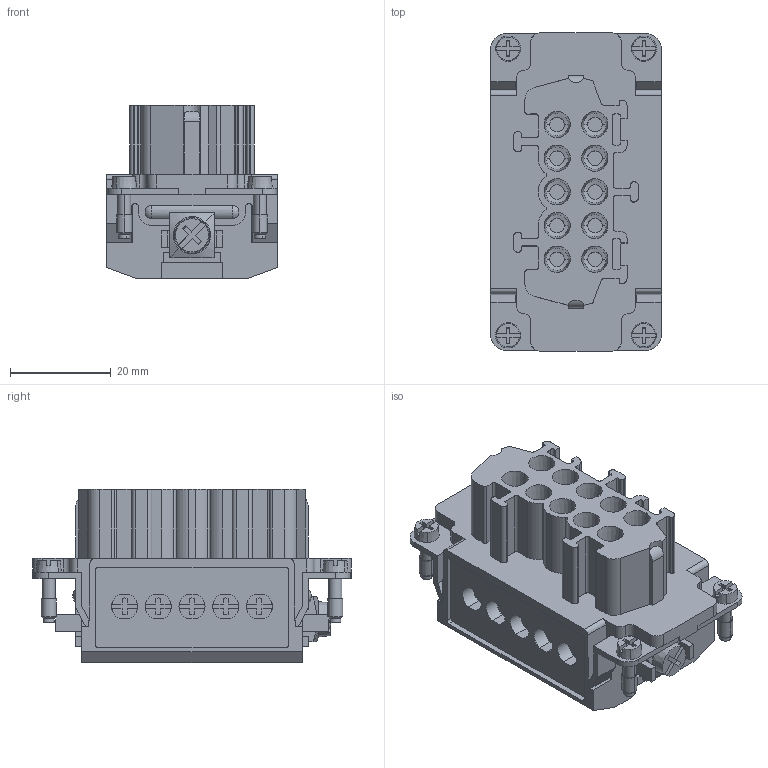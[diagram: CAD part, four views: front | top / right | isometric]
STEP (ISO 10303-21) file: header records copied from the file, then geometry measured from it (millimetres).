
FILE_DESCRIPTION(('Creo Elements/Direct Modeling STEP Export'),'2;1');
FILE_NAME('model.stp','2021-02-25T 8:43:11',(''),(''),'Creo Elements/Direct Modeling STEP processor for AP214 (Solid Model)','Creo Elements/Direct Modeling 20.1D 10-Oct-2020 (C) Parametric Technology GmbH','');
FILE_SCHEMA(('AUTOMOTIVE_DESIGN { 1 0 10303 214 1 1 1 1 }'));
Length unit declared in the file: millimetre
Products named in the file (2): HC_B_10_I_UT_F-select
Assembly tree (1 placements, depth 2):
  HC_B_10_I_UT_F-select
    HC_B_10_I_UT_F-select
Bounding box: 34 x 63.4 x 34.4 mm (x, y, z)
Volume: 34772.7 mm3; surface area: 17566.9 mm2
Topology: 1 solids, 1 shells, 1021 faces, 2856 edges, 1897 vertices
Faces by surface type: plane 703, cylinder 214, cone 80, bspline 20, sphere 4
Entity records: 42799 total; most frequent: CARTESIAN_POINT 9070, ORIENTED_EDGE 5712, DIRECTION 4864, EDGE_CURVE 2856, VECTOR 2006, LINE 2006, VERTEX_POINT 1897, AXIS2_PLACEMENT_3D 1429
